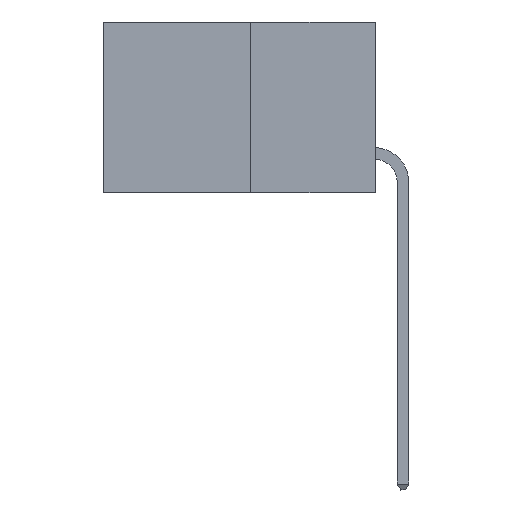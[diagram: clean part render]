
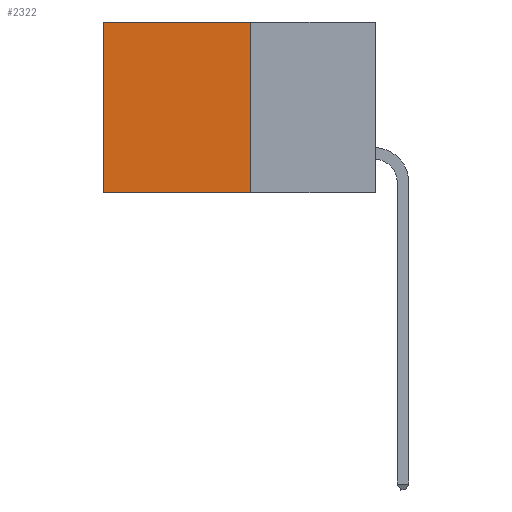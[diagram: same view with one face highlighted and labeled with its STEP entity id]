
A CAD part, left-side view. The second image highlights one B-rep face of the part: STEP entity #2322.
In plain terms, the highlighted planar face has unit normal (-1, 0, 0).
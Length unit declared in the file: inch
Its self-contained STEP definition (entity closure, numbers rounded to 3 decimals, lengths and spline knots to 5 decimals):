
#96 = VERTEX_POINT ( 'NONE', #674 ) ;
#116 = PLANE ( 'NONE',  #2082 ) ;
#674 = CARTESIAN_POINT ( 'NONE',  ( 0.277, 0.59, -0.37 ) ) ;
#757 = ORIENTED_EDGE ( 'NONE', *, *, #837, .T. ) ;
#837 = EDGE_CURVE ( 'NONE', #8349, #96, #7693, .T. ) ;
#1088 = EDGE_LOOP ( 'NONE', ( #757, #5507, #6940, #1898 ) ) ;
#1304 = EDGE_CURVE ( 'NONE', #2123, #96, #3868, .T. ) ;
#1749 = VECTOR ( 'NONE', #6930, 39.37008 ) ;
#1898 = ORIENTED_EDGE ( 'NONE', *, *, #8117, .T. ) ;
#2082 = AXIS2_PLACEMENT_3D ( 'NONE', #2976, #7155, #7459 ) ;
#2091 = CARTESIAN_POINT ( 'NONE',  ( 0.277, 0.27, -0.37 ) ) ;
#2123 = VERTEX_POINT ( 'NONE', #2091 ) ;
#2322 = ADVANCED_FACE ( 'NONE', ( #7450 ), #116, .F. ) ;
#2381 = VECTOR ( 'NONE', #3675, 39.37008 ) ;
#2716 = CARTESIAN_POINT ( 'NONE',  ( 0.277, 0.27, -0.37 ) ) ;
#2865 = CARTESIAN_POINT ( 'NONE',  ( 0.277, 0.27, 0. ) ) ;
#2926 = CARTESIAN_POINT ( 'NONE',  ( 0.277, 0.27, 0. ) ) ;
#2976 = CARTESIAN_POINT ( 'NONE',  ( 0.277, 0.27, -0.37 ) ) ;
#3104 = CARTESIAN_POINT ( 'NONE',  ( 0.277, 0.59, 0. ) ) ;
#3675 = DIRECTION ( 'NONE',  ( 0., 1., 0. ) ) ;
#3777 = EDGE_CURVE ( 'NONE', #6286, #2123, #7215, .T. ) ;
#3868 = LINE ( 'NONE', #6391, #1749 ) ;
#4472 = LINE ( 'NONE', #2865, #2381 ) ;
#5030 = DIRECTION ( 'NONE',  ( 0., 0., -1. ) ) ;
#5507 = ORIENTED_EDGE ( 'NONE', *, *, #1304, .F. ) ;
#5628 = VECTOR ( 'NONE', #6893, 39.37008 ) ;
#6286 = VERTEX_POINT ( 'NONE', #2926 ) ;
#6391 = CARTESIAN_POINT ( 'NONE',  ( 0.277, 0.27, -0.37 ) ) ;
#6893 = DIRECTION ( 'NONE',  ( 0., 0., -1. ) ) ;
#6930 = DIRECTION ( 'NONE',  ( 0., 1., 0. ) ) ;
#6940 = ORIENTED_EDGE ( 'NONE', *, *, #3777, .F. ) ;
#7085 = CARTESIAN_POINT ( 'NONE',  ( 0.277, 0.59, -0.37 ) ) ;
#7155 = DIRECTION ( 'NONE',  ( 1., 0., 0. ) ) ;
#7215 = LINE ( 'NONE', #2716, #8577 ) ;
#7450 = FACE_OUTER_BOUND ( 'NONE', #1088, .T. ) ;
#7459 = DIRECTION ( 'NONE',  ( 0., 0., -1. ) ) ;
#7693 = LINE ( 'NONE', #7085, #5628 ) ;
#8117 = EDGE_CURVE ( 'NONE', #6286, #8349, #4472, .T. ) ;
#8349 = VERTEX_POINT ( 'NONE', #3104 ) ;
#8577 = VECTOR ( 'NONE', #5030, 39.37008 ) ;
